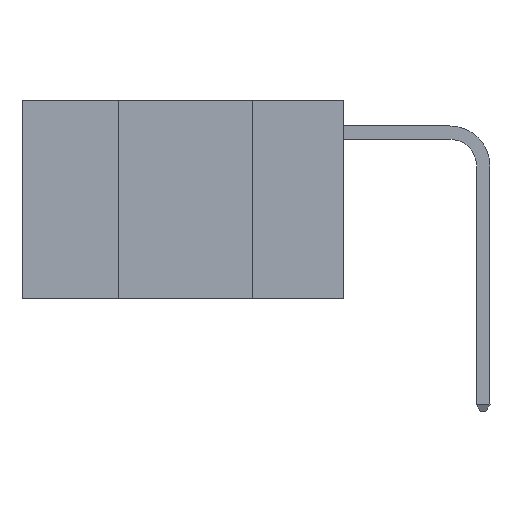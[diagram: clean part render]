
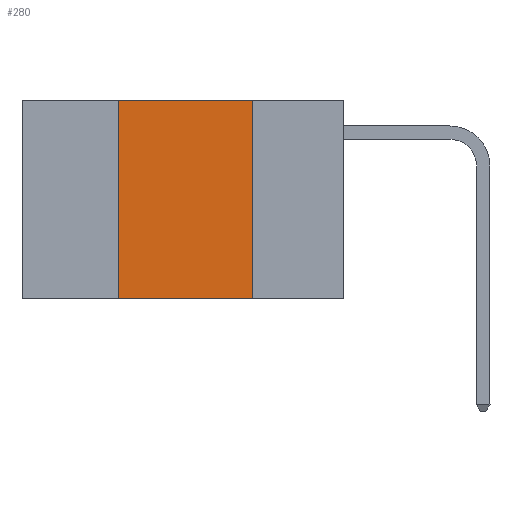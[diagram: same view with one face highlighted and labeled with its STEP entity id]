
A CAD part, left-side view. The second image highlights one B-rep face of the part: STEP entity #280.
In plain terms, the highlighted planar face has unit normal (-1, 0, 0).
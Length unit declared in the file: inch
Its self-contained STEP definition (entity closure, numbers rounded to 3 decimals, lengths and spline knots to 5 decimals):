
#280 = ADVANCED_FACE ( 'NONE', ( #9599 ), #11687, .F. ) ;
#638 = VERTEX_POINT ( 'NONE', #17531 ) ;
#1492 = VECTOR ( 'NONE', #6710, 39.37008 ) ;
#1859 = LINE ( 'NONE', #15344, #13830 ) ;
#2174 = LINE ( 'NONE', #7314, #17203 ) ;
#2338 = VECTOR ( 'NONE', #5520, 39.37008 ) ;
#5520 = DIRECTION ( 'NONE',  ( 0., -1., 0. ) ) ;
#6097 = CARTESIAN_POINT ( 'NONE',  ( 0., 0.42, 0. ) ) ;
#6207 = EDGE_CURVE ( 'NONE', #638, #12670, #2174, .T. ) ;
#6575 = LINE ( 'NONE', #10126, #2338 ) ;
#6710 = DIRECTION ( 'NONE',  ( 0., -1., 0. ) ) ;
#6923 = ORIENTED_EDGE ( 'NONE', *, *, #6207, .F. ) ;
#7314 = CARTESIAN_POINT ( 'NONE',  ( 0., 0.42, 0. ) ) ;
#9259 = DIRECTION ( 'NONE',  ( 0., 0., -1. ) ) ;
#9406 = LINE ( 'NONE', #17429, #1492 ) ;
#9599 = FACE_OUTER_BOUND ( 'NONE', #12474, .T. ) ;
#10126 = CARTESIAN_POINT ( 'NONE',  ( 0., 0.6, 0. ) ) ;
#11267 = VERTEX_POINT ( 'NONE', #14262 ) ;
#11687 = PLANE ( 'NONE',  #14365 ) ;
#11737 = CARTESIAN_POINT ( 'NONE',  ( 0., 0.6, 0. ) ) ;
#11922 = DIRECTION ( 'NONE',  ( 1., 0., 0. ) ) ;
#11986 = DIRECTION ( 'NONE',  ( 0., 0., -1. ) ) ;
#12474 = EDGE_LOOP ( 'NONE', ( #15019, #15194, #6923, #15919 ) ) ;
#12670 = VERTEX_POINT ( 'NONE', #6097 ) ;
#12942 = EDGE_CURVE ( 'NONE', #638, #11267, #9406, .T. ) ;
#13830 = VECTOR ( 'NONE', #9259, 39.37008 ) ;
#13952 = VERTEX_POINT ( 'NONE', #15610 ) ;
#14262 = CARTESIAN_POINT ( 'NONE',  ( 0., 0.17, -0.37 ) ) ;
#14365 = AXIS2_PLACEMENT_3D ( 'NONE', #11737, #11922, #11986 ) ;
#15019 = ORIENTED_EDGE ( 'NONE', *, *, #16663, .F. ) ;
#15194 = ORIENTED_EDGE ( 'NONE', *, *, #17039, .F. ) ;
#15344 = CARTESIAN_POINT ( 'NONE',  ( 0., 0.17, 0. ) ) ;
#15610 = CARTESIAN_POINT ( 'NONE',  ( 0., 0.17, 0. ) ) ;
#15919 = ORIENTED_EDGE ( 'NONE', *, *, #12942, .T. ) ;
#16663 = EDGE_CURVE ( 'NONE', #13952, #11267, #1859, .T. ) ;
#17039 = EDGE_CURVE ( 'NONE', #12670, #13952, #6575, .T. ) ;
#17203 = VECTOR ( 'NONE', #19456, 39.37008 ) ;
#17429 = CARTESIAN_POINT ( 'NONE',  ( 0., 0.6, -0.37 ) ) ;
#17531 = CARTESIAN_POINT ( 'NONE',  ( 0., 0.42, -0.37 ) ) ;
#19456 = DIRECTION ( 'NONE',  ( 0., 0., 1. ) ) ;
